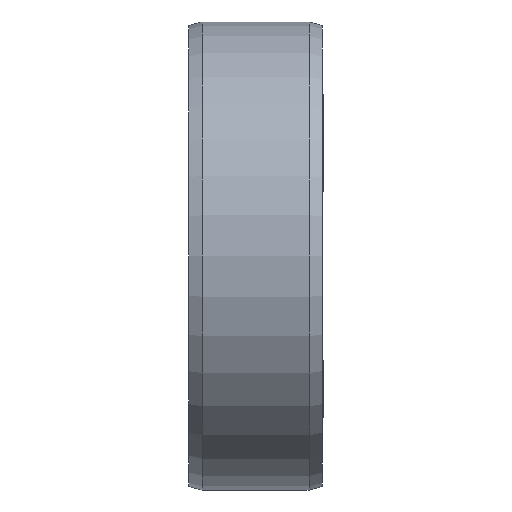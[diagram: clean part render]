
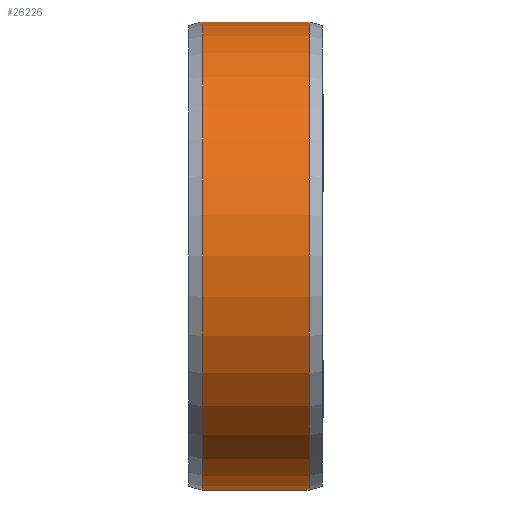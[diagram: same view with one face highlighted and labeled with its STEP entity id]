
A CAD part, left-side view. The second image highlights one B-rep face of the part: STEP entity #26226.
In plain terms, the highlighted cylindrical face has radius 17.5 mm (diameter 35 mm), a partial arc.
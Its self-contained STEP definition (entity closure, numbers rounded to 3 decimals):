
#25182=CARTESIAN_POINT('',(0.,-4.,0.));
#25183=DIRECTION('',(0.,1.,0.));
#25184=DIRECTION('',(0.,0.,-1.));
#25185=AXIS2_PLACEMENT_3D('',#25182,#25183,#25184);
#25190=DIRECTION('',(0.,1.,0.));
#25191=VECTOR('',#25190,8.);
#25192=CARTESIAN_POINT('',(0.,-4.,-17.5));
#25193=LINE('',#25192,#25191);
#25205=DIRECTION('',(0.,1.,0.));
#25206=VECTOR('',#25205,8.);
#25207=CARTESIAN_POINT('',(0.,-4.,17.5));
#25208=LINE('',#25207,#25206);
#25559=CARTESIAN_POINT('',(0.,4.,0.));
#25560=DIRECTION('',(0.,1.,0.));
#25561=DIRECTION('',(0.,0.,-1.));
#25562=AXIS2_PLACEMENT_3D('',#25559,#25560,#25561);
#26125=CARTESIAN_POINT('',(0.,-4.,-17.5));
#26127=VERTEX_POINT('',#26125);
#26128=CARTESIAN_POINT('',(0.,4.,-17.5));
#26129=VERTEX_POINT('',#26128);
#26155=CARTESIAN_POINT('',(0.,-4.,17.5));
#26157=VERTEX_POINT('',#26155);
#26158=CARTESIAN_POINT('',(0.,4.,17.5));
#26159=VERTEX_POINT('',#26158);
#26211=CARTESIAN_POINT('',(0.,-5.5,0.));
#26212=DIRECTION('',(0.,1.,0.));
#26213=DIRECTION('',(0.,0.,-1.));
#26214=AXIS2_PLACEMENT_3D('',#26211,#26212,#26213);
#26215=CYLINDRICAL_SURFACE('',#26214,17.5);
#26217=ORIENTED_EDGE('',*,*,#26216,.T.);
#26219=ORIENTED_EDGE('',*,*,#26218,.T.);
#26221=ORIENTED_EDGE('',*,*,#26220,.F.);
#26223=ORIENTED_EDGE('',*,*,#26222,.F.);
#26224=EDGE_LOOP('',(#26217,#26219,#26221,#26223));
#26225=FACE_OUTER_BOUND('',#26224,.F.);
#25186=CIRCLE('',#25185,17.5);
#25563=CIRCLE('',#25562,17.5);
#26216=EDGE_CURVE('',#26127,#26129,#25193,.T.);
#26218=EDGE_CURVE('',#26129,#26159,#25563,.T.);
#26220=EDGE_CURVE('',#26157,#26159,#25208,.T.);
#26222=EDGE_CURVE('',#26127,#26157,#25186,.T.);
#26226=ADVANCED_FACE('',(#26225),#26215,.T.);
